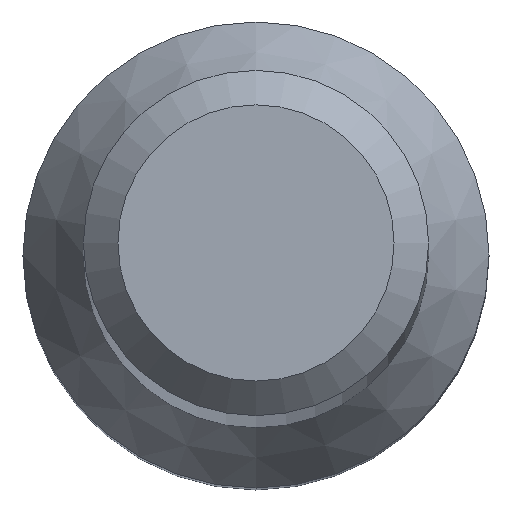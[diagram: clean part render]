
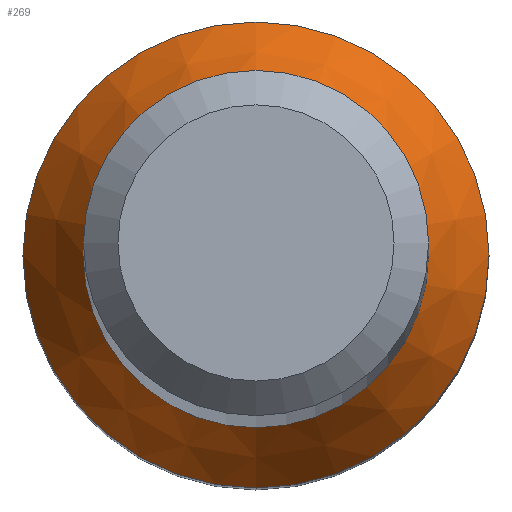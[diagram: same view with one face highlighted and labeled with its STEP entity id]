
A CAD part, top view. The second image highlights one B-rep face of the part: STEP entity #269.
In plain terms, the highlighted conical face has half-angle 30 degrees and reference radius 2.025 mm.
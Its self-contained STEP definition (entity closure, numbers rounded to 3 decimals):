
#9 = CARTESIAN_POINT ( 'NONE',  ( 0., 0., 10. ) ) ;
#19 = EDGE_LOOP ( 'NONE', ( #21 ) ) ;
#21 = ORIENTED_EDGE ( 'NONE', *, *, #255, .F. ) ;
#23 = EDGE_LOOP ( 'NONE', ( #137 ) ) ;
#31 = DIRECTION ( 'NONE',  ( 0., 1., 0. ) ) ;
#32 = VERTEX_POINT ( 'NONE', #68 ) ;
#33 = DIRECTION ( 'NONE',  ( 0., 1., 0. ) ) ;
#57 = EDGE_CURVE ( 'NONE', #220, #220, #231, .T. ) ;
#61 = DIRECTION ( 'NONE',  ( 0., 0., -1. ) ) ;
#68 = CARTESIAN_POINT ( 'NONE',  ( 0., 2.025, 10. ) ) ;
#70 = AXIS2_PLACEMENT_3D ( 'NONE', #9, #100, #127 ) ;
#87 = CARTESIAN_POINT ( 'NONE',  ( 0., 1.5, 10.909 ) ) ;
#98 = CIRCLE ( 'NONE', #70, 2.025 ) ;
#100 = DIRECTION ( 'NONE',  ( 0., 0., -1. ) ) ;
#127 = DIRECTION ( 'NONE',  ( 0., 1., 0. ) ) ;
#128 = FACE_BOUND ( 'NONE', #23, .T. ) ;
#129 = CONICAL_SURFACE ( 'NONE', #212, 2.025, 0.524 ) ;
#137 = ORIENTED_EDGE ( 'NONE', *, *, #57, .T. ) ;
#206 = CARTESIAN_POINT ( 'NONE',  ( 0., 0., 10.909 ) ) ;
#212 = AXIS2_PLACEMENT_3D ( 'NONE', #264, #61, #33 ) ;
#220 = VERTEX_POINT ( 'NONE', #87 ) ;
#231 = CIRCLE ( 'NONE', #288, 1.5 ) ;
#245 = DIRECTION ( 'NONE',  ( 0., 0., -1. ) ) ;
#255 = EDGE_CURVE ( 'NONE', #32, #32, #98, .T. ) ;
#264 = CARTESIAN_POINT ( 'NONE',  ( 0., 0., 10. ) ) ;
#269 = ADVANCED_FACE ( 'NONE', ( #128, #284 ), #129, .T. ) ;
#284 = FACE_OUTER_BOUND ( 'NONE', #19, .T. ) ;
#288 = AXIS2_PLACEMENT_3D ( 'NONE', #206, #245, #31 ) ;
